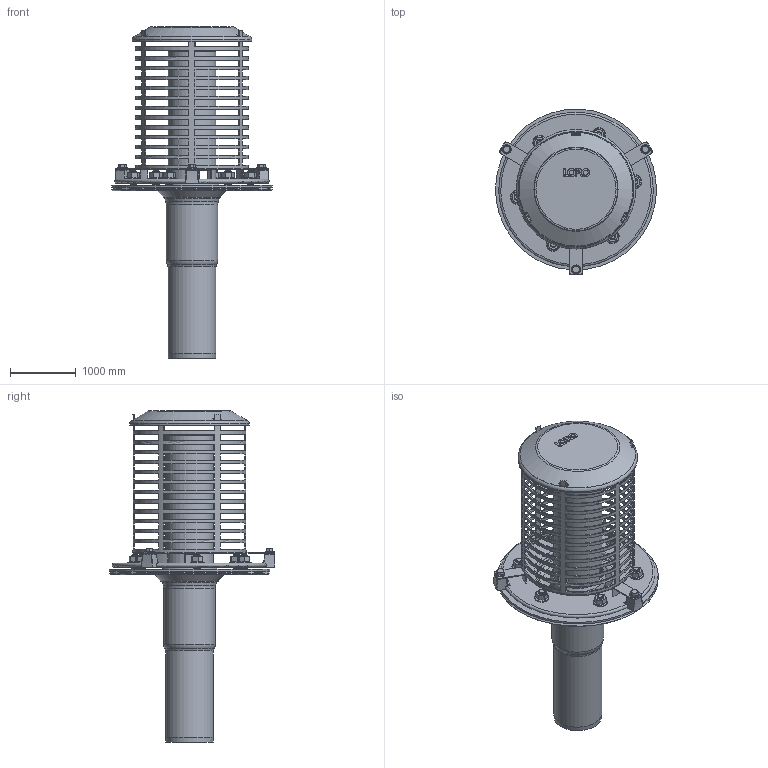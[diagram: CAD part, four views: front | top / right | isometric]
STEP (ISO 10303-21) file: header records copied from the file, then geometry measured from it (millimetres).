
FILE_DESCRIPTION(/* description */ (''),/* implementation_level */ '2;1');
FILE_NAME(/* name */ '41511.070X_3D.stp',/* time_stamp */ '2025-05-27T12:45:27+02:00',/* author */ ('N.Hausmann'),/* organization */ (''),/* preprocessor_version */ 'ST-DEVELOPER v20',/* originating_system */ 'AutoCAD Mechanical',/* authorisation */ '');
FILE_SCHEMA (('AUTOMOTIVE_DESIGN { 1 0 10303 214 3 1 1 }'));
Length unit declared in the file: centimetre
Products named in the file (10): Product; *S1; KORB; Untereinheit DN70; *U6; *U5; *U8; *U7; *U10; *U9
Assembly tree (21 placements, depth 4):
  Product
    *S1
    KORB
    Untereinheit DN70
      *U6
        *U5  x6
    *U8
      *U7  x6
    *U10
      *U9  x3
Bounding box: 2447.67 x 2523.72 x 5052.65 mm (x, y, z)
Volume: 717558608.5 mm3; surface area: 71889503 mm2
Topology: 27 solids, 27 shells, 1000 faces, 2574 edges, 1620 vertices
Faces by surface type: plane 494, cone 321, cylinder 94, torus 50, bspline 38, sphere 3
Full cylindrical faces by diameter (mm): 60 x3, 70 x6, 80 x15, 83.76 x6, 130 x6, 160 x6, 700 x1, 706 x1, 730 x3, 758 x1, 788 x1, 806 x1, 808 x1, 838 x1, 1250 x1, 1690 x2, 1720 x2, 1790 x1, 1820 x1, 2450 x1
Entity records: 26165 total; most frequent: CARTESIAN_POINT 6698, DIRECTION 4117, ORIENTED_EDGE 3952, EDGE_CURVE 1976, AXIS2_PLACEMENT_3D 1560, VERTEX_POINT 1274, LINE 997, VECTOR 997
